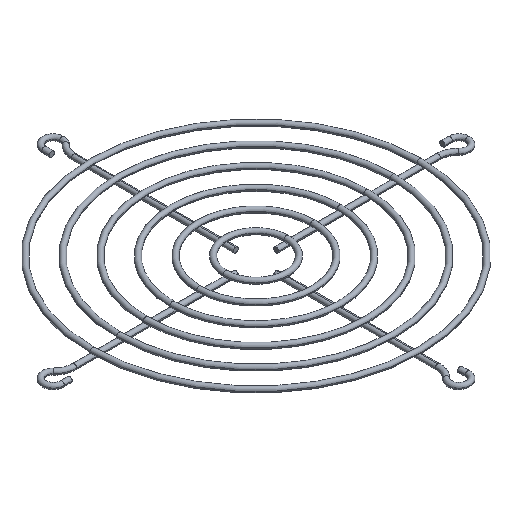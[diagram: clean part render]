
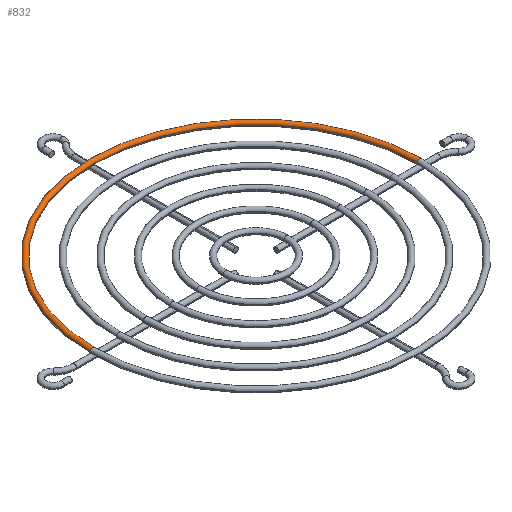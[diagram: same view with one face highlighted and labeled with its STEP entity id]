
A CAD part, isometric view. The second image highlights one B-rep face of the part: STEP entity #832.
In plain terms, the highlighted toroidal (fillet/blend) face has major radius 64.5 mm and minor radius 1 mm.
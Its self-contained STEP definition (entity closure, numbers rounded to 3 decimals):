
#43 = AXIS2_PLACEMENT_3D ( 'NONE', #2422, #107, #76 ) ;
#75 = ORIENTED_EDGE ( 'NONE', *, *, #1140, .F. ) ;
#76 = DIRECTION ( 'NONE',  ( -1., 0., 0. ) ) ;
#107 = DIRECTION ( 'NONE',  ( 0., 0., -1. ) ) ;
#127 = VERTEX_POINT ( 'NONE', #689 ) ;
#182 = CIRCLE ( 'NONE', #1747, 63.5 ) ;
#196 = DIRECTION ( 'NONE',  ( 0., 0., -1. ) ) ;
#296 = AXIS2_PLACEMENT_3D ( 'NONE', #2744, #1900, #448 ) ;
#341 = EDGE_CURVE ( 'NONE', #127, #1752, #2267, .T. ) ;
#377 = CARTESIAN_POINT ( 'NONE',  ( -64.5, 0., 1.95 ) ) ;
#448 = DIRECTION ( 'NONE',  ( -1., 0., 0. ) ) ;
#482 = CIRCLE ( 'NONE', #2269, 1. ) ;
#645 = ORIENTED_EDGE ( 'NONE', *, *, #2474, .T. ) ;
#680 = DIRECTION ( 'NONE',  ( 0., 0., -1. ) ) ;
#689 = CARTESIAN_POINT ( 'NONE',  ( 63.5, 0., 1.95 ) ) ;
#776 = CARTESIAN_POINT ( 'NONE',  ( 0., 0., 1.95 ) ) ;
#799 = DIRECTION ( 'NONE',  ( 0., -1., 0. ) ) ;
#832 = ADVANCED_FACE ( 'NONE', ( #1873 ), #1906, .T. ) ;
#1072 = CARTESIAN_POINT ( 'NONE',  ( 0., 0., 1.95 ) ) ;
#1140 = EDGE_CURVE ( 'NONE', #1780, #1652, #482, .T. ) ;
#1253 = CIRCLE ( 'NONE', #43, 65.5 ) ;
#1527 = DIRECTION ( 'NONE',  ( -1., 0., 0. ) ) ;
#1638 = ORIENTED_EDGE ( 'NONE', *, *, #341, .T. ) ;
#1647 = DIRECTION ( 'NONE',  ( 0., 0., -1. ) ) ;
#1652 = VERTEX_POINT ( 'NONE', #2613 ) ;
#1747 = AXIS2_PLACEMENT_3D ( 'NONE', #1072, #680, #1527 ) ;
#1752 = VERTEX_POINT ( 'NONE', #2684 ) ;
#1776 = AXIS2_PLACEMENT_3D ( 'NONE', #776, #196, #2073 ) ;
#1780 = VERTEX_POINT ( 'NONE', #2316 ) ;
#1873 = FACE_OUTER_BOUND ( 'NONE', #2573, .T. ) ;
#1900 = DIRECTION ( 'NONE',  ( 0., 1., 0. ) ) ;
#1906 = TOROIDAL_SURFACE ( 'NONE', #1776, 64.5, 1. ) ;
#2073 = DIRECTION ( 'NONE',  ( -1., 0., 0. ) ) ;
#2120 = EDGE_CURVE ( 'NONE', #1652, #1752, #1253, .T. ) ;
#2267 = CIRCLE ( 'NONE', #296, 1. ) ;
#2269 = AXIS2_PLACEMENT_3D ( 'NONE', #377, #799, #1647 ) ;
#2316 = CARTESIAN_POINT ( 'NONE',  ( -63.5, 0., 1.95 ) ) ;
#2422 = CARTESIAN_POINT ( 'NONE',  ( 0., 0., 1.95 ) ) ;
#2474 = EDGE_CURVE ( 'NONE', #1780, #127, #182, .T. ) ;
#2573 = EDGE_LOOP ( 'NONE', ( #2705, #75, #645, #1638 ) ) ;
#2613 = CARTESIAN_POINT ( 'NONE',  ( -65.5, 0., 1.95 ) ) ;
#2684 = CARTESIAN_POINT ( 'NONE',  ( 65.5, 0., 1.95 ) ) ;
#2705 = ORIENTED_EDGE ( 'NONE', *, *, #2120, .F. ) ;
#2744 = CARTESIAN_POINT ( 'NONE',  ( 64.5, 0., 1.95 ) ) ;
